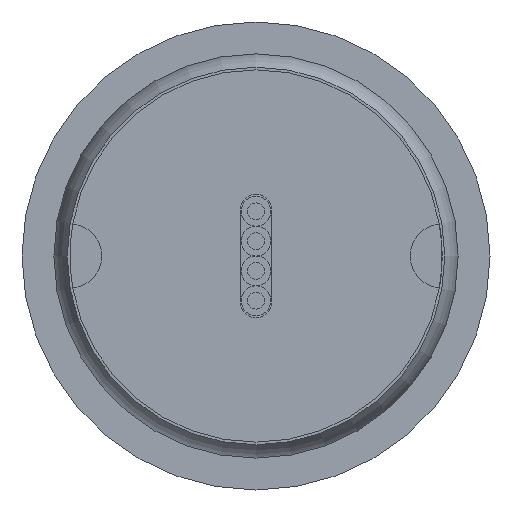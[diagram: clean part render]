
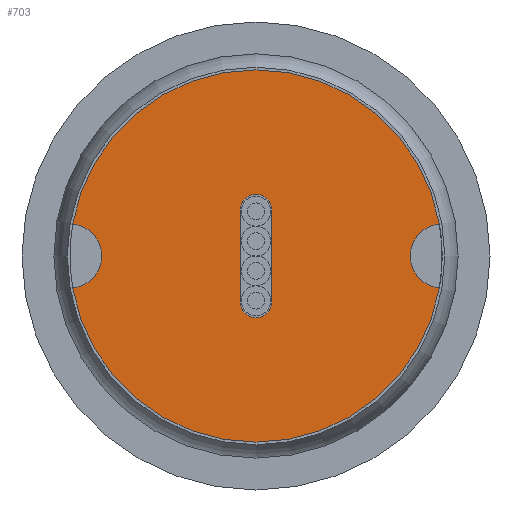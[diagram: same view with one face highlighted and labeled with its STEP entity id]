
A CAD part, front view. The second image highlights one B-rep face of the part: STEP entity #703.
In plain terms, the highlighted planar face has unit normal (0, -1, 0).
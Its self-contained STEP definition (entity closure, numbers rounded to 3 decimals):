
#23=FACE_BOUND('',#119,.T.);
#35=PLANE('',#803);
#65=FACE_OUTER_BOUND('',#118,.T.);
#118=EDGE_LOOP('',(#526,#527,#528,#529));
#119=EDGE_LOOP('',(#530,#531,#532,#533));
#178=CIRCLE('',#784,8.75);
#180=CIRCLE('',#786,8.75);
#191=CIRCLE('',#804,1.5);
#192=CIRCLE('',#805,1.5);
#193=CIRCLE('',#806,0.75);
#194=CIRCLE('',#807,0.75);
#244=LINE('',#1248,#276);
#245=LINE('',#1251,#277);
#276=VECTOR('',#986,10.);
#277=VECTOR('',#989,10.);
#316=VERTEX_POINT('',#1201);
#317=VERTEX_POINT('',#1203);
#318=VERTEX_POINT('',#1205);
#319=VERTEX_POINT('',#1207);
#330=VERTEX_POINT('',#1244);
#331=VERTEX_POINT('',#1245);
#332=VERTEX_POINT('',#1247);
#333=VERTEX_POINT('',#1249);
#382=EDGE_CURVE('',#316,#317,#178,.T.);
#384=EDGE_CURVE('',#318,#319,#180,.T.);
#401=EDGE_CURVE('',#316,#319,#191,.T.);
#402=EDGE_CURVE('',#318,#317,#192,.T.);
#403=EDGE_CURVE('',#330,#331,#193,.T.);
#404=EDGE_CURVE('',#331,#332,#244,.T.);
#405=EDGE_CURVE('',#332,#333,#194,.T.);
#406=EDGE_CURVE('',#333,#330,#245,.T.);
#526=ORIENTED_EDGE('',*,*,#401,.T.);
#527=ORIENTED_EDGE('',*,*,#384,.F.);
#528=ORIENTED_EDGE('',*,*,#402,.T.);
#529=ORIENTED_EDGE('',*,*,#382,.F.);
#530=ORIENTED_EDGE('',*,*,#403,.T.);
#531=ORIENTED_EDGE('',*,*,#404,.T.);
#532=ORIENTED_EDGE('',*,*,#405,.T.);
#533=ORIENTED_EDGE('',*,*,#406,.T.);
#703=ADVANCED_FACE('',(#65,#23),#35,.T.);
#784=AXIS2_PLACEMENT_3D('',#1204,#934,#935);
#786=AXIS2_PLACEMENT_3D('',#1208,#938,#939);
#803=AXIS2_PLACEMENT_3D('',#1241,#978,#979);
#804=AXIS2_PLACEMENT_3D('',#1242,#980,#981);
#805=AXIS2_PLACEMENT_3D('',#1243,#982,#983);
#806=AXIS2_PLACEMENT_3D('',#1246,#984,#985);
#807=AXIS2_PLACEMENT_3D('',#1250,#987,#988);
#934=DIRECTION('center_axis',(0.,1.,0.));
#935=DIRECTION('ref_axis',(-1.,0.,0.));
#938=DIRECTION('center_axis',(0.,1.,0.));
#939=DIRECTION('ref_axis',(-1.,0.,0.));
#978=DIRECTION('center_axis',(0.,-1.,0.));
#979=DIRECTION('ref_axis',(1.,0.,0.));
#980=DIRECTION('center_axis',(0.,1.,0.));
#981=DIRECTION('ref_axis',(-0.086,0.,0.996));
#982=DIRECTION('center_axis',(0.,1.,0.));
#983=DIRECTION('ref_axis',(0.086,0.,-0.996));
#984=DIRECTION('center_axis',(0.,1.,0.));
#985=DIRECTION('ref_axis',(-1.,0.,0.));
#986=DIRECTION('',(0.,0.,1.));
#987=DIRECTION('center_axis',(0.,1.,0.));
#988=DIRECTION('ref_axis',(1.,0.,0.));
#989=DIRECTION('',(0.,0.,-1.));
#1201=CARTESIAN_POINT('',(8.621,-11.8,-1.494));
#1203=CARTESIAN_POINT('',(-8.621,-11.8,-1.494));
#1204=CARTESIAN_POINT('Origin',(0.,-11.8,0.));
#1205=CARTESIAN_POINT('',(-8.621,-11.8,1.494));
#1207=CARTESIAN_POINT('',(8.621,-11.8,1.494));
#1208=CARTESIAN_POINT('Origin',(0.,-11.8,0.));
#1241=CARTESIAN_POINT('Origin',(0.,-11.8,0.));
#1242=CARTESIAN_POINT('Origin',(8.75,-11.8,0.));
#1243=CARTESIAN_POINT('Origin',(-8.75,-11.8,0.));
#1244=CARTESIAN_POINT('',(0.75,-11.8,-2.15));
#1245=CARTESIAN_POINT('',(-0.75,-11.8,-2.15));
#1246=CARTESIAN_POINT('Origin',(0.,-11.8,-2.15));
#1247=CARTESIAN_POINT('',(-0.75,-11.8,2.15));
#1248=CARTESIAN_POINT('',(-0.75,-11.8,1.075));
#1249=CARTESIAN_POINT('',(0.75,-11.8,2.15));
#1250=CARTESIAN_POINT('Origin',(0.,-11.8,2.15));
#1251=CARTESIAN_POINT('',(0.75,-11.8,-1.075));
